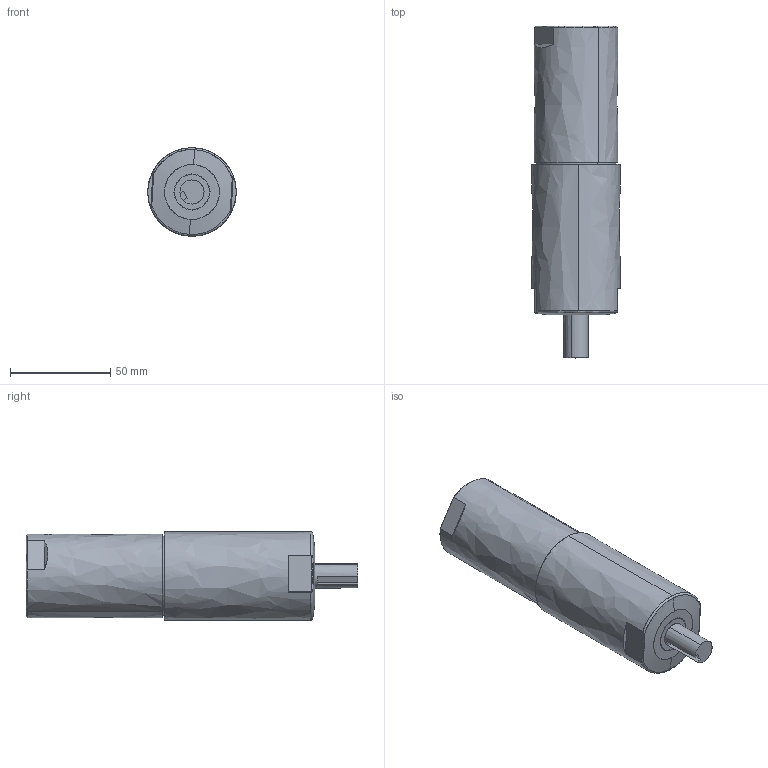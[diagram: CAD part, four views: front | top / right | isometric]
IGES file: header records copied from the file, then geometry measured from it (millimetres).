
Start section: SolidWorks IGES file using analytic representation for surfaces
Global section: file name: OSM45-040LRK.IGS; native system: SolidWorks 2021; preprocessor: SolidWorks 2021; author: hallederi; date: 220125.012129; units: millimetre
Bounding box: 44.15 x 165.67 x 44.12 mm (x, y, z)
Surface area: 26597 mm2 (no closed solid volume)
Topology: 0 solids, 0 shells, 60 faces, 957 edges, 957 vertices
Faces by surface type: revolution 31, bspline 29
